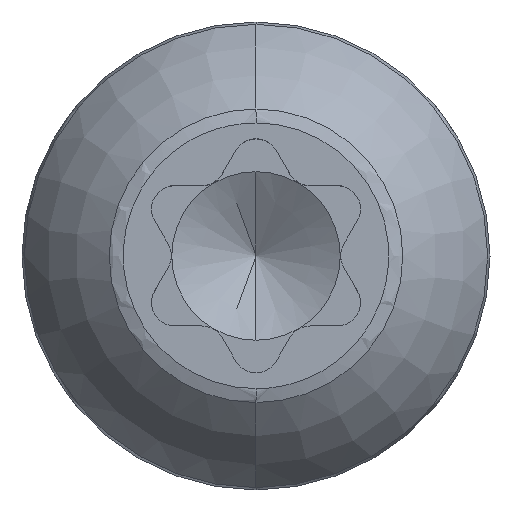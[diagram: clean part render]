
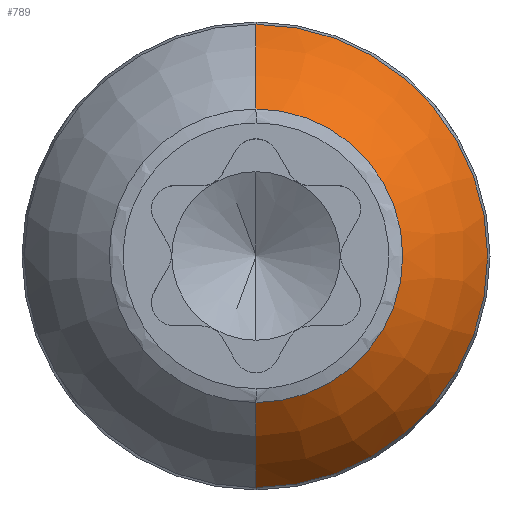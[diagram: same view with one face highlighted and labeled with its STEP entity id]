
A CAD part, top view. The second image highlights one B-rep face of the part: STEP entity #789.
In plain terms, the highlighted toroidal (fillet/blend) face has major radius 0.442 mm and minor radius 6 mm.
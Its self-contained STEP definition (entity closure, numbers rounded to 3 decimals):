
#3 = DIRECTION ( 'NONE',  ( -1., 0., 0. ) ) ;
#27 = EDGE_CURVE ( 'NONE', #1367, #1119, #340, .T. ) ;
#65 = ORIENTED_EDGE ( 'NONE', *, *, #27, .T. ) ;
#142 = DIRECTION ( 'NONE',  ( 1., 0., 0. ) ) ;
#176 = CARTESIAN_POINT ( 'NONE',  ( 0., -3.137, 2.901 ) ) ;
#187 = VERTEX_POINT ( 'NONE', #414 ) ;
#294 = CARTESIAN_POINT ( 'NONE',  ( 0., 0., -1.915 ) ) ;
#340 = CIRCLE ( 'NONE', #705, 6. ) ;
#370 = DIRECTION ( 'NONE',  ( 0., -1., 0. ) ) ;
#388 = CARTESIAN_POINT ( 'NONE',  ( 0., -4.949, 0.72 ) ) ;
#414 = CARTESIAN_POINT ( 'NONE',  ( 0., 4.949, 0.72 ) ) ;
#434 = DIRECTION ( 'NONE',  ( 0., 1., 0. ) ) ;
#499 = DIRECTION ( 'NONE',  ( 0., 0., 1. ) ) ;
#537 = CARTESIAN_POINT ( 'NONE',  ( 0., -0.441, -1.915 ) ) ;
#540 = EDGE_CURVE ( 'NONE', #1685, #187, #1424, .T. ) ;
#589 = TOROIDAL_SURFACE ( 'NONE', #731, -0.441, 6. ) ;
#610 = CIRCLE ( 'NONE', #1557, 4.949 ) ;
#643 = CARTESIAN_POINT ( 'NONE',  ( 0., 0., 0.72 ) ) ;
#683 = AXIS2_PLACEMENT_3D ( 'NONE', #537, #3, #800 ) ;
#703 = DIRECTION ( 'NONE',  ( 0., 0., -1. ) ) ;
#705 = AXIS2_PLACEMENT_3D ( 'NONE', #1230, #142, #1356 ) ;
#731 = AXIS2_PLACEMENT_3D ( 'NONE', #294, #703, #434 ) ;
#750 = EDGE_CURVE ( 'NONE', #1367, #1685, #1560, .T. ) ;
#789 = ADVANCED_FACE ( 'NONE', ( #1343 ), #589, .T. ) ;
#800 = DIRECTION ( 'NONE',  ( 0., 0., 1. ) ) ;
#858 = AXIS2_PLACEMENT_3D ( 'NONE', #1046, #499, #1038 ) ;
#1038 = DIRECTION ( 'NONE',  ( 0., -1., 0. ) ) ;
#1046 = CARTESIAN_POINT ( 'NONE',  ( 0., 0., 2.901 ) ) ;
#1056 = EDGE_CURVE ( 'NONE', #187, #1119, #610, .T. ) ;
#1063 = ORIENTED_EDGE ( 'NONE', *, *, #540, .F. ) ;
#1119 = VERTEX_POINT ( 'NONE', #388 ) ;
#1230 = CARTESIAN_POINT ( 'NONE',  ( 0., 0.441, -1.915 ) ) ;
#1316 = DIRECTION ( 'NONE',  ( 0., 0., -1. ) ) ;
#1343 = FACE_OUTER_BOUND ( 'NONE', #1689, .T. ) ;
#1356 = DIRECTION ( 'NONE',  ( 0., 0., -1. ) ) ;
#1367 = VERTEX_POINT ( 'NONE', #176 ) ;
#1424 = CIRCLE ( 'NONE', #683, 6. ) ;
#1428 = ORIENTED_EDGE ( 'NONE', *, *, #750, .F. ) ;
#1557 = AXIS2_PLACEMENT_3D ( 'NONE', #643, #1316, #370 ) ;
#1560 = CIRCLE ( 'NONE', #858, 3.137 ) ;
#1663 = ORIENTED_EDGE ( 'NONE', *, *, #1056, .F. ) ;
#1685 = VERTEX_POINT ( 'NONE', #1717 ) ;
#1689 = EDGE_LOOP ( 'NONE', ( #1428, #65, #1663, #1063 ) ) ;
#1717 = CARTESIAN_POINT ( 'NONE',  ( 0., 3.137, 2.901 ) ) ;
